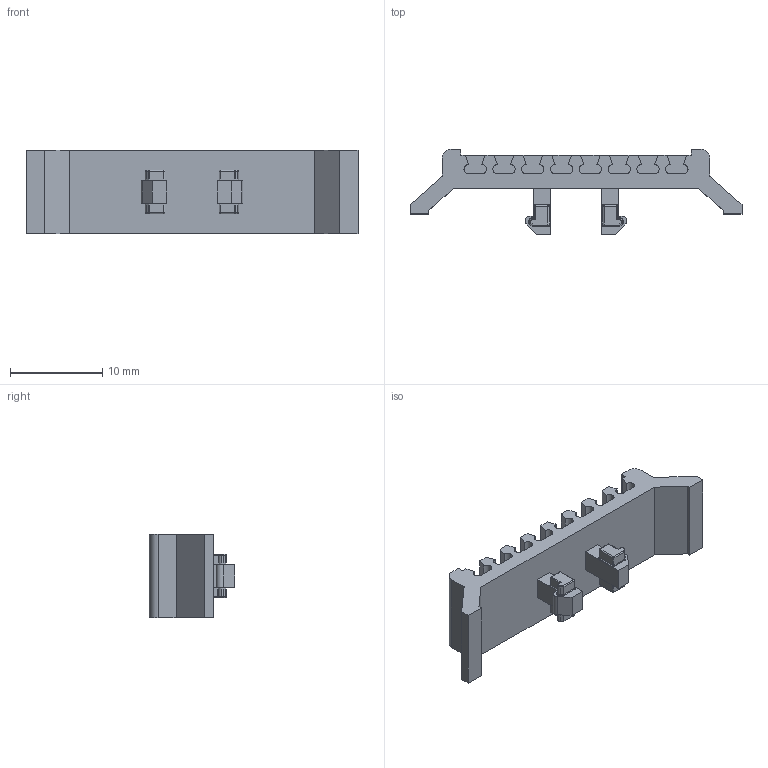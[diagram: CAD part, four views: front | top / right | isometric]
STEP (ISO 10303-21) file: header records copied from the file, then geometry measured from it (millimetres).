
FILE_DESCRIPTION (( 'STEP AP214' ), '1' );
FILE_NAME ('KN-MA-3.step', '2015-05-04T11:27:02', ( '' ), ( '' ), 'SwSTEP 2.0', 'SolidWorks 2014', '' );
FILE_SCHEMA (( 'AUTOMOTIVE_DESIGN' ));
Length unit declared in the file: millimetre
Products named in the file (1): KN-MA-3
Bounding box: 36 x 9.25 x 9 mm (x, y, z)
Volume: 965 mm3; surface area: 1377.7 mm2
Topology: 1 solids, 1 shells, 240 faces, 604 edges, 355 vertices
Faces by surface type: cylinder 100, plane 94, torus 29, sphere 17
Entity records: 9656 total; most frequent: DIRECTION 1286, CARTESIAN_POINT 1201, ORIENTED_EDGE 1174, EDGE_CURVE 587, AXIS2_PLACEMENT_3D 464, LINE 358, VECTOR 358, VERTEX_POINT 355
